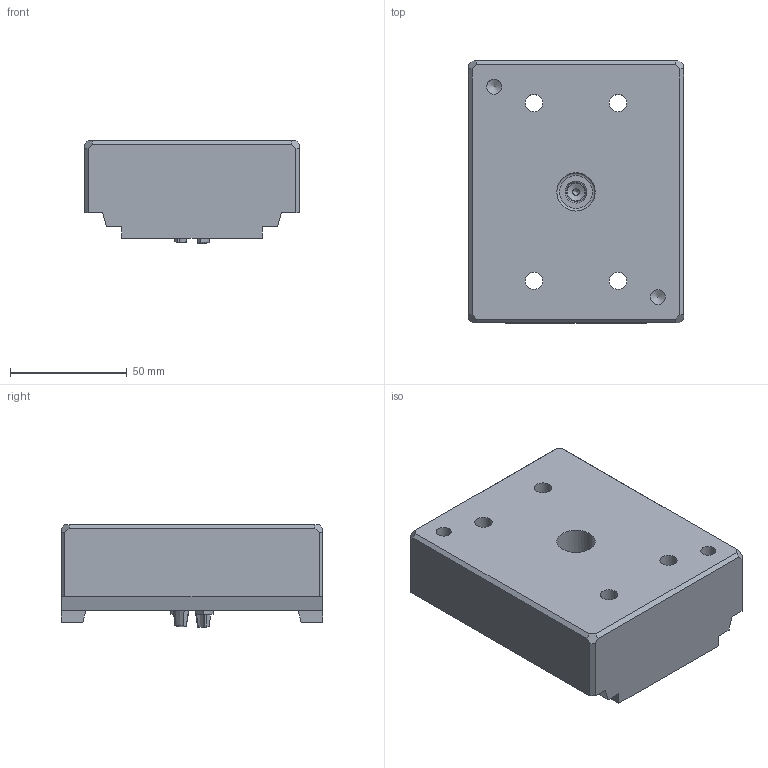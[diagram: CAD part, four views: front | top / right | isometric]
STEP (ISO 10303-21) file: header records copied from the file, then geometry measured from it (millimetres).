
FILE_DESCRIPTION(('STEP AP214'),'1');
FILE_NAME('Stock Cavity AM - stage3 (voids).stp','2017-11-09T16:39:17',(' '),(' '),'Spatial InterOp 3D',' ',' ');
FILE_SCHEMA(('AUTOMOTIVE_DESIGN { 1 0 10303 214 1 1 1 1 }'));
Length unit declared in the file: millimetre
Products named in the file (1): Stock Cavity AM - stage3 (Dérivé)
Bounding box: 92 x 112 x 43.94 mm (x, y, z)
Volume: 342949 mm3; surface area: 51764.7 mm2
Topology: 1 solids, 2 shells, 376 faces, 992 edges, 621 vertices
Faces by surface type: plane 157, cylinder 87, cone 55, bspline 39, torus 32, sphere 6
Full cylindrical faces by diameter (mm): 5 x2, 6.4 x2, 7.4 x4, 8.4 x1, 9.845 x2, 12.4 x4, 16.4 x1
Entity records: 20304 total; most frequent: CARTESIAN_POINT 8608, ORIENTED_EDGE 1850, DIRECTION 1730, EDGE_CURVE 925, AXIS2_PLACEMENT_3D 650, VERTEX_POINT 599, LINE 430, VECTOR 430
